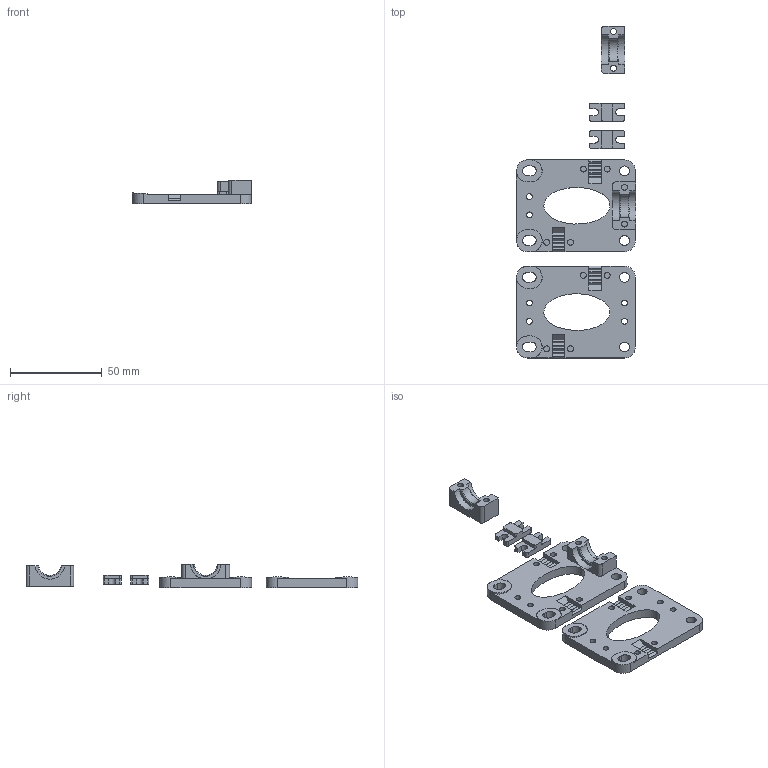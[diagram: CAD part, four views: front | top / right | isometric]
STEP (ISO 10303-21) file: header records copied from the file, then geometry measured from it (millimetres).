
FILE_DESCRIPTION (( 'STEP AP214' ), '1' );
FILE_NAME ('C-Bot Single Carriage.STEP', '2015-11-09T15:23:11', ( '' ), ( '' ), 'SwSTEP 2.0', 'SolidWorks 2014', '' );
FILE_SCHEMA (( 'AUTOMOTIVE_DESIGN' ));
Length unit declared in the file: centimetre
Products named in the file (1): C-Bot Single Carriage
Bounding box: 64.9 x 181 x 13 mm (x, y, z)
Volume: 28604 mm3; surface area: 18982.9 mm2
Topology: 5 solids, 5 shells, 326 faces, 880 edges, 584 vertices
Faces by surface type: plane 210, cylinder 106, cone 6, bspline 4
Entity records: 10730 total; most frequent: CARTESIAN_POINT 2299, ORIENTED_EDGE 1760, DIRECTION 1686, EDGE_CURVE 880, VECTOR 644, LINE 644, VERTEX_POINT 584, AXIS2_PLACEMENT_3D 521
